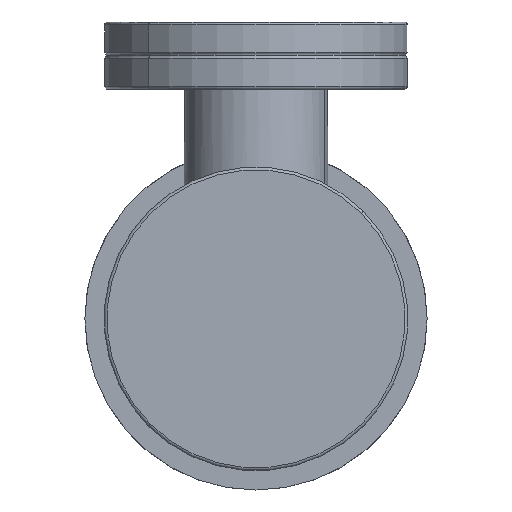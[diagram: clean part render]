
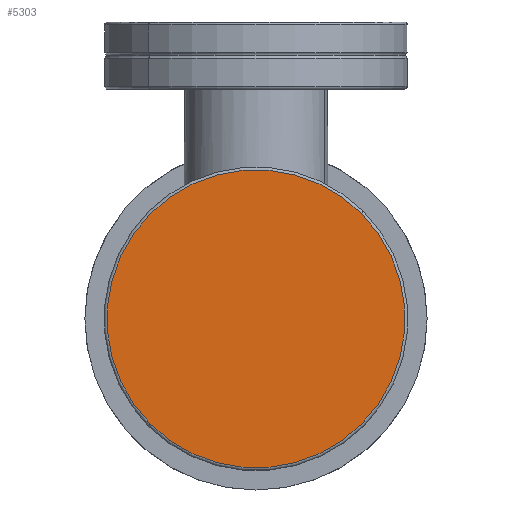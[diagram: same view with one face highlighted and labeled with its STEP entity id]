
A CAD part, left-side view. The second image highlights one B-rep face of the part: STEP entity #5303.
In plain terms, the highlighted planar face has unit normal (-1, 0, 0).
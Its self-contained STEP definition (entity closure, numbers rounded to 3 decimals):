
#279 = ORIENTED_EDGE ( 'NONE', *, *, #693, .F. ) ;
#638 = CARTESIAN_POINT ( 'NONE',  ( -52.59, -18.668, 18.668 ) ) ;
#693 = EDGE_CURVE ( 'NONE', #8328, #2285, #7129, .T. ) ;
#973 = DIRECTION ( 'NONE',  ( 0., 1., 0. ) ) ;
#1013 = PLANE ( 'NONE',  #1575 ) ;
#1052 = CARTESIAN_POINT ( 'NONE',  ( -52.59, 15.245, -15.245 ) ) ;
#1235 = CARTESIAN_POINT ( 'NONE',  ( -52.59, 18.668, -18.668 ) ) ;
#1238 = DIRECTION ( 'NONE',  ( 0., 0.707, -0.707 ) ) ;
#1575 = AXIS2_PLACEMENT_3D ( 'NONE', #1052, #6227, #973 ) ;
#2285 = VERTEX_POINT ( 'NONE', #1235 ) ;
#2964 = CARTESIAN_POINT ( 'NONE',  ( -52.59, 0., 0. ) ) ;
#3067 = DIRECTION ( 'NONE',  ( 1., 0., 0. ) ) ;
#4251 = DIRECTION ( 'NONE',  ( 1., 0., 0. ) ) ;
#5091 = FACE_OUTER_BOUND ( 'NONE', #5661, .T. ) ;
#5303 = ADVANCED_FACE ( 'NONE', ( #5091 ), #1013, .T. ) ;
#5514 = CIRCLE ( 'NONE', #7190, 26.4 ) ;
#5661 = EDGE_LOOP ( 'NONE', ( #7369, #279 ) ) ;
#5746 = DIRECTION ( 'NONE',  ( 0., 0.707, -0.707 ) ) ;
#5898 = EDGE_CURVE ( 'NONE', #2285, #8328, #5514, .T. ) ;
#6227 = DIRECTION ( 'NONE',  ( -1., 0., 0. ) ) ;
#6711 = AXIS2_PLACEMENT_3D ( 'NONE', #8471, #3067, #1238 ) ;
#7129 = CIRCLE ( 'NONE', #6711, 26.4 ) ;
#7190 = AXIS2_PLACEMENT_3D ( 'NONE', #2964, #4251, #5746 ) ;
#7369 = ORIENTED_EDGE ( 'NONE', *, *, #5898, .F. ) ;
#8328 = VERTEX_POINT ( 'NONE', #638 ) ;
#8471 = CARTESIAN_POINT ( 'NONE',  ( -52.59, 0., 0. ) ) ;
